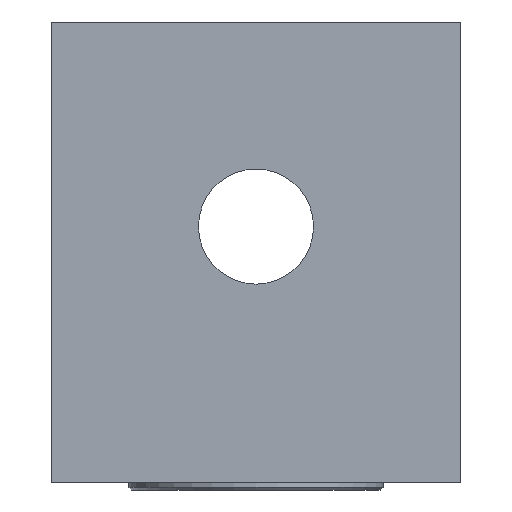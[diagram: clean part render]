
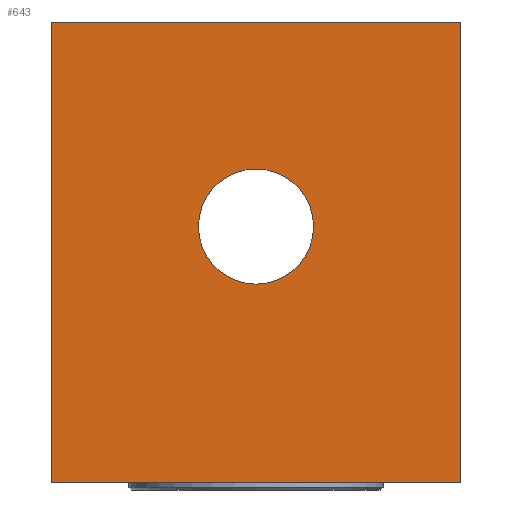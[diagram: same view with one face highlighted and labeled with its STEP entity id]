
A CAD part, front view. The second image highlights one B-rep face of the part: STEP entity #643.
In plain terms, the highlighted planar face has unit normal (0, -1, 0).
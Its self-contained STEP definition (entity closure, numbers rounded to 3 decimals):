
#142=PLANE('',#687);
#158=CIRCLE('',#688,4.5);
#186=VECTOR('',#772,1.);
#187=VECTOR('',#778,1.);
#189=VECTOR('',#785,1.);
#190=VECTOR('',#786,1.);
#226=LINE('',#943,#186);
#227=LINE('',#948,#187);
#229=LINE('',#956,#189);
#230=LINE('',#958,#190);
#267=VERTEX_POINT('',#933);
#272=VERTEX_POINT('',#942);
#274=VERTEX_POINT('',#949);
#276=VERTEX_POINT('',#955);
#277=VERTEX_POINT('',#957);
#336=EDGE_CURVE('',#272,#267,#226,.F.);
#339=EDGE_CURVE('',#267,#274,#227,.T.);
#342=EDGE_CURVE('',#276,#276,#158,.F.);
#343=EDGE_CURVE('',#277,#274,#229,.T.);
#344=EDGE_CURVE('',#272,#277,#230,.T.);
#426=ORIENTED_EDGE('',*,*,#342,.F.);
#427=ORIENTED_EDGE('',*,*,#343,.T.);
#428=ORIENTED_EDGE('',*,*,#339,.F.);
#429=ORIENTED_EDGE('',*,*,#336,.F.);
#430=ORIENTED_EDGE('',*,*,#344,.T.);
#561=EDGE_LOOP('',(#426));
#562=EDGE_LOOP('',(#427,#428,#429,#430));
#603=FACE_BOUND('',#561,.T.);
#604=FACE_BOUND('',#562,.T.);
#643=ADVANCED_FACE('',(#603,#604),#142,.F.);
#687=AXIS2_PLACEMENT_3D('',#953,#782,$);
#688=AXIS2_PLACEMENT_3D('',#954,#783,#784);
#772=DIRECTION('',(0.,0.,1.));
#778=DIRECTION('',(-1.,0.,0.));
#782=DIRECTION('',(0.,1.,0.));
#783=DIRECTION('',(0.,1.,0.));
#784=DIRECTION('',(0.,0.,-4.5));
#785=DIRECTION('',(0.,0.,-1.));
#786=DIRECTION('',(-1.,0.,0.));
#933=CARTESIAN_POINT('',(32.,0.,0.));
#942=CARTESIAN_POINT('',(32.,0.,36.));
#943=CARTESIAN_POINT('',(32.,0.,35.5));
#948=CARTESIAN_POINT('',(32.,0.,0.));
#949=CARTESIAN_POINT('',(0.,0.,0.));
#953=CARTESIAN_POINT('',(32.,0.,36.));
#954=CARTESIAN_POINT('',(16.,0.,20.));
#955=CARTESIAN_POINT('',(16.,0.,15.5));
#956=CARTESIAN_POINT('',(0.,0.,35.5));
#957=CARTESIAN_POINT('',(0.,0.,36.));
#958=CARTESIAN_POINT('',(32.,0.,36.));
